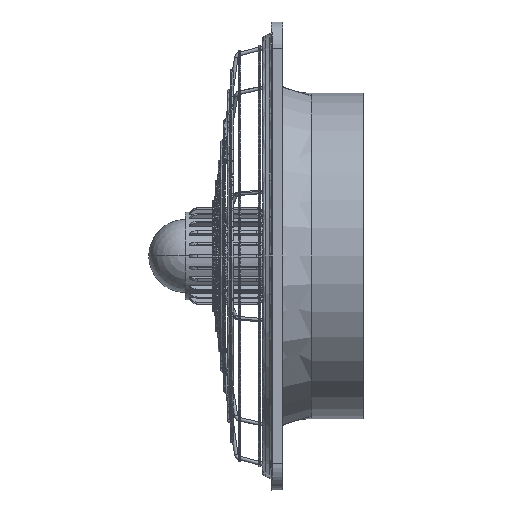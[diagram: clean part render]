
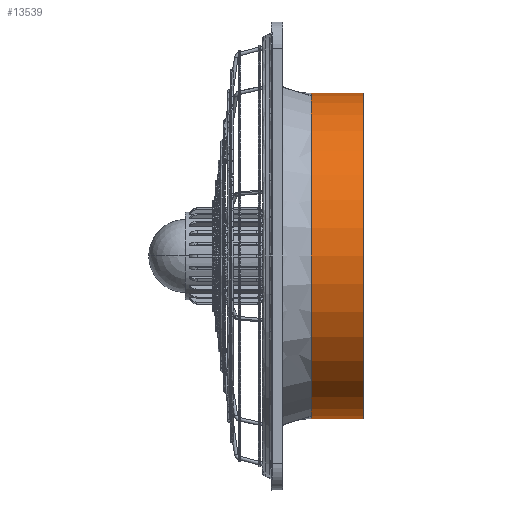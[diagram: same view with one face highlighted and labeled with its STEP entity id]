
A CAD part, front view. The second image highlights one B-rep face of the part: STEP entity #13539.
In plain terms, the highlighted cylindrical face has radius 182.5 mm (diameter 365 mm), a partial arc.
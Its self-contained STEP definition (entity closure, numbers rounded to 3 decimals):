
#353 = FACE_OUTER_BOUND ( 'NONE', #17697, .T. ) ;
#1315 = DIRECTION ( 'NONE',  ( -1., 0., 0. ) ) ;
#2440 = EDGE_CURVE ( 'NONE', #24330, #28441, #7057, .T. ) ;
#5211 = AXIS2_PLACEMENT_3D ( 'NONE', #32603, #5465, #19262 ) ;
#5395 = DIRECTION ( 'NONE',  ( 0., 0., -1. ) ) ;
#5465 = DIRECTION ( 'NONE',  ( 1., 0., 0. ) ) ;
#5569 = DIRECTION ( 'NONE',  ( -1., 0., 0. ) ) ;
#6786 = AXIS2_PLACEMENT_3D ( 'NONE', #29372, #19078, #5395 ) ;
#7057 = CIRCLE ( 'NONE', #6786, 182.5 ) ;
#7141 = AXIS2_PLACEMENT_3D ( 'NONE', #30430, #1315, #31352 ) ;
#8013 = CARTESIAN_POINT ( 'NONE',  ( 117.1, -85.561, 182.5 ) ) ;
#8204 = ORIENTED_EDGE ( 'NONE', *, *, #25904, .T. ) ;
#9163 = ORIENTED_EDGE ( 'NONE', *, *, #28811, .F. ) ;
#11864 = ORIENTED_EDGE ( 'NONE', *, *, #2440, .T. ) ;
#13539 = ADVANCED_FACE ( 'NONE', ( #353 ), #26829, .T. ) ;
#16959 = LINE ( 'NONE', #19015, #24484 ) ;
#17366 = DIRECTION ( 'NONE',  ( -1., 0., 0. ) ) ;
#17697 = EDGE_LOOP ( 'NONE', ( #11864, #8204, #22106, #9163 ) ) ;
#19015 = CARTESIAN_POINT ( 'NONE',  ( 87.85, -85.561, 182.5 ) ) ;
#19078 = DIRECTION ( 'NONE',  ( -1., 0., 0. ) ) ;
#19262 = DIRECTION ( 'NONE',  ( 0., 0., 1. ) ) ;
#19921 = CARTESIAN_POINT ( 'NONE',  ( 58.6, -85.561, -182.5 ) ) ;
#20020 = LINE ( 'NONE', #20372, #26720 ) ;
#20372 = CARTESIAN_POINT ( 'NONE',  ( 87.85, -85.561, -182.5 ) ) ;
#20492 = CARTESIAN_POINT ( 'NONE',  ( 58.6, -85.561, 182.5 ) ) ;
#22106 = ORIENTED_EDGE ( 'NONE', *, *, #29957, .T. ) ;
#22970 = CIRCLE ( 'NONE', #5211, 182.5 ) ;
#23329 = VERTEX_POINT ( 'NONE', #19921 ) ;
#24330 = VERTEX_POINT ( 'NONE', #29591 ) ;
#24484 = VECTOR ( 'NONE', #5569, 1000. ) ;
#25904 = EDGE_CURVE ( 'NONE', #28441, #28864, #16959, .T. ) ;
#26720 = VECTOR ( 'NONE', #17366, 1000. ) ;
#26829 = CYLINDRICAL_SURFACE ( 'NONE', #7141, 182.5 ) ;
#28441 = VERTEX_POINT ( 'NONE', #8013 ) ;
#28811 = EDGE_CURVE ( 'NONE', #24330, #23329, #20020, .T. ) ;
#28864 = VERTEX_POINT ( 'NONE', #20492 ) ;
#29372 = CARTESIAN_POINT ( 'NONE',  ( 117.1, -85.561, 0. ) ) ;
#29591 = CARTESIAN_POINT ( 'NONE',  ( 117.1, -85.561, -182.5 ) ) ;
#29957 = EDGE_CURVE ( 'NONE', #28864, #23329, #22970, .T. ) ;
#30430 = CARTESIAN_POINT ( 'NONE',  ( 87.85, -85.561, 0. ) ) ;
#31352 = DIRECTION ( 'NONE',  ( 0., 0., -1. ) ) ;
#32603 = CARTESIAN_POINT ( 'NONE',  ( 58.6, -85.561, 0. ) ) ;
